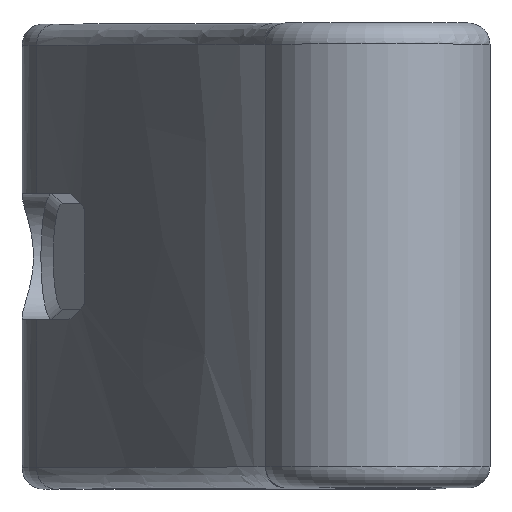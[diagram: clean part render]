
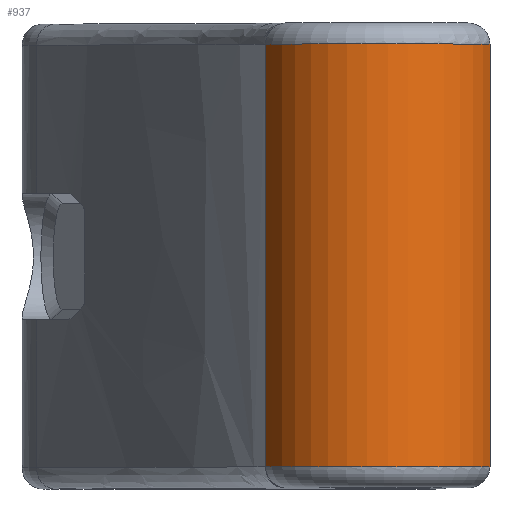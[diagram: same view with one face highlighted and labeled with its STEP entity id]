
A CAD part, top view. The second image highlights one B-rep face of the part: STEP entity #937.
In plain terms, the highlighted cylindrical face has radius 5.5 mm (diameter 11 mm), a partial arc.
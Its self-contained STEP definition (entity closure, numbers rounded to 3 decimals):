
#85=FACE_OUTER_BOUND('',#140,.T.);
#140=EDGE_LOOP('',(#680,#681,#682,#683));
#198=LINE('',#1412,#272);
#211=LINE('',#1467,#285);
#272=VECTOR('',#1126,20.);
#285=VECTOR('',#1149,20.);
#358=CIRCLE('',#1021,5.5);
#359=CIRCLE('',#1022,5.5);
#404=VERTEX_POINT('',#1410);
#405=VERTEX_POINT('',#1411);
#419=VERTEX_POINT('',#1451);
#420=VERTEX_POINT('',#1466);
#496=EDGE_CURVE('',#404,#405,#198,.T.);
#513=EDGE_CURVE('',#420,#419,#211,.T.);
#531=EDGE_CURVE('',#419,#405,#358,.T.);
#532=EDGE_CURVE('',#404,#420,#359,.F.);
#680=ORIENTED_EDGE('',*,*,#513,.T.);
#681=ORIENTED_EDGE('',*,*,#531,.T.);
#682=ORIENTED_EDGE('',*,*,#496,.F.);
#683=ORIENTED_EDGE('',*,*,#532,.T.);
#918=CYLINDRICAL_SURFACE('',#1020,5.5);
#937=ADVANCED_FACE('',(#85),#918,.T.);
#1020=AXIS2_PLACEMENT_3D('',#1601,#1169,#1170);
#1021=AXIS2_PLACEMENT_3D('',#1602,#1171,#1172);
#1022=AXIS2_PLACEMENT_3D('',#1603,#1173,#1174);
#1126=DIRECTION('',(0.,-1.,0.));
#1149=DIRECTION('',(0.,-1.,0.));
#1169=DIRECTION('center_axis',(0.,-1.,0.));
#1170=DIRECTION('ref_axis',(-0.003,0.,1.));
#1171=DIRECTION('center_axis',(0.,1.,0.));
#1172=DIRECTION('ref_axis',(0.,0.,1.));
#1173=DIRECTION('center_axis',(0.,1.,0.));
#1174=DIRECTION('ref_axis',(0.,0.,1.));
#1410=CARTESIAN_POINT('',(29.056,21.,-8.566));
#1411=CARTESIAN_POINT('',(29.056,1.,-8.566));
#1412=CARTESIAN_POINT('',(29.056,21.,-8.566));
#1451=CARTESIAN_POINT('',(18.427,1.,-8.602));
#1466=CARTESIAN_POINT('',(18.427,21.,-8.602));
#1467=CARTESIAN_POINT('',(18.427,21.,-8.602));
#1601=CARTESIAN_POINT('Origin',(23.747,22.,-10.));
#1602=CARTESIAN_POINT('Origin',(23.747,1.,-10.));
#1603=CARTESIAN_POINT('Origin',(23.747,21.,-10.));
